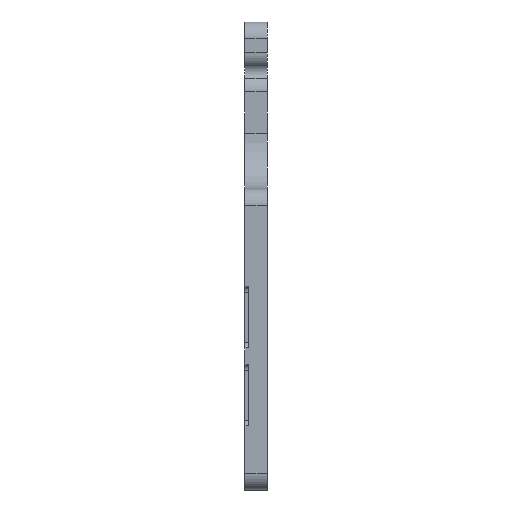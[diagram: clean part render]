
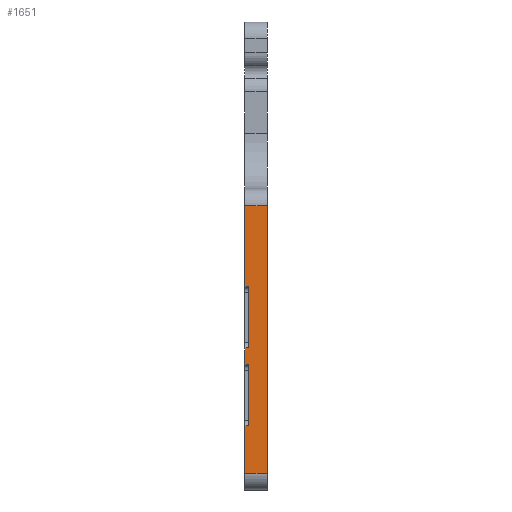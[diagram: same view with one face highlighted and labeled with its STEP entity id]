
A CAD part, left-side view. The second image highlights one B-rep face of the part: STEP entity #1651.
In plain terms, the highlighted planar face has unit normal (-1, 0, 0).
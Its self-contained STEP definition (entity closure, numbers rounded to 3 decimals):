
#69=PLANE('',#1838);
#137=FACE_OUTER_BOUND('',#250,.T.);
#250=EDGE_LOOP('',(#1416,#1417,#1418,#1419,#1420,#1421,#1422,#1423,#1424,
#1425,#1426,#1427));
#295=LINE('',#2451,#444);
#328=LINE('',#2578,#477);
#339=LINE('',#2605,#488);
#363=LINE('',#2672,#512);
#369=LINE('',#2690,#518);
#371=LINE('',#2693,#520);
#373=LINE('',#2696,#522);
#400=LINE('',#2786,#549);
#401=LINE('',#2789,#550);
#402=LINE('',#2790,#551);
#403=LINE('',#2792,#552);
#404=LINE('',#2793,#553);
#444=VECTOR('',#1951,10.);
#477=VECTOR('',#2068,10.);
#488=VECTOR('',#2091,10.);
#512=VECTOR('',#2159,10.);
#518=VECTOR('',#2179,10.);
#520=VECTOR('',#2181,10.);
#522=VECTOR('',#2183,10.);
#549=VECTOR('',#2274,10.);
#550=VECTOR('',#2277,10.);
#551=VECTOR('',#2278,10.);
#552=VECTOR('',#2279,10.);
#553=VECTOR('',#2280,10.);
#687=VERTEX_POINT('',#2405);
#709=VERTEX_POINT('',#2449);
#760=VERTEX_POINT('',#2575);
#761=VERTEX_POINT('',#2577);
#770=VERTEX_POINT('',#2602);
#771=VERTEX_POINT('',#2604);
#792=VERTEX_POINT('',#2671);
#797=VERTEX_POINT('',#2689);
#798=VERTEX_POINT('',#2692);
#799=VERTEX_POINT('',#2695);
#831=VERTEX_POINT('',#2788);
#832=VERTEX_POINT('',#2791);
#876=EDGE_CURVE('',#709,#687,#295,.T.);
#939=EDGE_CURVE('',#761,#760,#328,.T.);
#952=EDGE_CURVE('',#771,#770,#339,.T.);
#986=EDGE_CURVE('',#687,#792,#363,.T.);
#995=EDGE_CURVE('',#792,#797,#369,.T.);
#997=EDGE_CURVE('',#761,#798,#371,.T.);
#999=EDGE_CURVE('',#771,#799,#373,.T.);
#1048=EDGE_CURVE('',#799,#709,#400,.T.);
#1049=EDGE_CURVE('',#770,#831,#401,.T.);
#1050=EDGE_CURVE('',#831,#798,#402,.T.);
#1051=EDGE_CURVE('',#760,#832,#403,.T.);
#1052=EDGE_CURVE('',#832,#797,#404,.T.);
#1416=ORIENTED_EDGE('',*,*,#986,.F.);
#1417=ORIENTED_EDGE('',*,*,#876,.F.);
#1418=ORIENTED_EDGE('',*,*,#1048,.F.);
#1419=ORIENTED_EDGE('',*,*,#999,.F.);
#1420=ORIENTED_EDGE('',*,*,#952,.T.);
#1421=ORIENTED_EDGE('',*,*,#1049,.T.);
#1422=ORIENTED_EDGE('',*,*,#1050,.T.);
#1423=ORIENTED_EDGE('',*,*,#997,.F.);
#1424=ORIENTED_EDGE('',*,*,#939,.T.);
#1425=ORIENTED_EDGE('',*,*,#1051,.T.);
#1426=ORIENTED_EDGE('',*,*,#1052,.T.);
#1427=ORIENTED_EDGE('',*,*,#995,.F.);
#1651=ADVANCED_FACE('',(#137),#69,.T.);
#1838=AXIS2_PLACEMENT_3D('',#2787,#2275,#2276);
#1951=DIRECTION('',(0.,0.,-1.));
#2068=DIRECTION('',(0.,-1.,0.));
#2091=DIRECTION('',(0.,-1.,0.));
#2159=DIRECTION('',(0.,1.,0.));
#2179=DIRECTION('',(0.,0.,1.));
#2181=DIRECTION('',(0.,0.,1.));
#2183=DIRECTION('',(0.,0.,1.));
#2274=DIRECTION('',(0.,-1.,0.));
#2275=DIRECTION('center_axis',(-1.,0.,0.));
#2276=DIRECTION('ref_axis',(0.,-1.,0.));
#2277=DIRECTION('',(0.,0.,-1.));
#2278=DIRECTION('',(0.,1.,0.));
#2279=DIRECTION('',(0.,0.,-1.));
#2280=DIRECTION('',(0.,1.,0.));
#2405=CARTESIAN_POINT('',(-32.5,-4.,-31.));
#2449=CARTESIAN_POINT('',(-32.5,-4.,17.));
#2451=CARTESIAN_POINT('',(-32.5,-4.,-10.));
#2575=CARTESIAN_POINT('',(-32.5,-0.7,-11.5));
#2577=CARTESIAN_POINT('',(-32.5,0.,-11.5));
#2578=CARTESIAN_POINT('',(-32.5,0.,-11.5));
#2602=CARTESIAN_POINT('',(-32.5,-0.7,2.5));
#2604=CARTESIAN_POINT('',(-32.5,0.,2.5));
#2605=CARTESIAN_POINT('',(-32.5,0.,2.5));
#2671=CARTESIAN_POINT('',(-32.5,0.,-31.));
#2672=CARTESIAN_POINT('',(-32.5,-1.,-31.));
#2689=CARTESIAN_POINT('',(-32.5,0.,-22.5));
#2690=CARTESIAN_POINT('',(-32.5,0.,-10.));
#2692=CARTESIAN_POINT('',(-32.5,0.,-8.5));
#2693=CARTESIAN_POINT('',(-32.5,0.,-10.));
#2695=CARTESIAN_POINT('',(-32.5,0.,17.));
#2696=CARTESIAN_POINT('',(-32.5,0.,-10.));
#2786=CARTESIAN_POINT('',(-32.5,-1.,17.));
#2787=CARTESIAN_POINT('Origin',(-32.5,0.,-10.));
#2788=CARTESIAN_POINT('',(-32.5,-0.7,-8.5));
#2789=CARTESIAN_POINT('',(-32.5,-0.7,-10.));
#2790=CARTESIAN_POINT('',(-32.5,0.,-8.5));
#2791=CARTESIAN_POINT('',(-32.5,-0.7,-22.5));
#2792=CARTESIAN_POINT('',(-32.5,-0.7,-10.));
#2793=CARTESIAN_POINT('',(-32.5,0.,-22.5));
